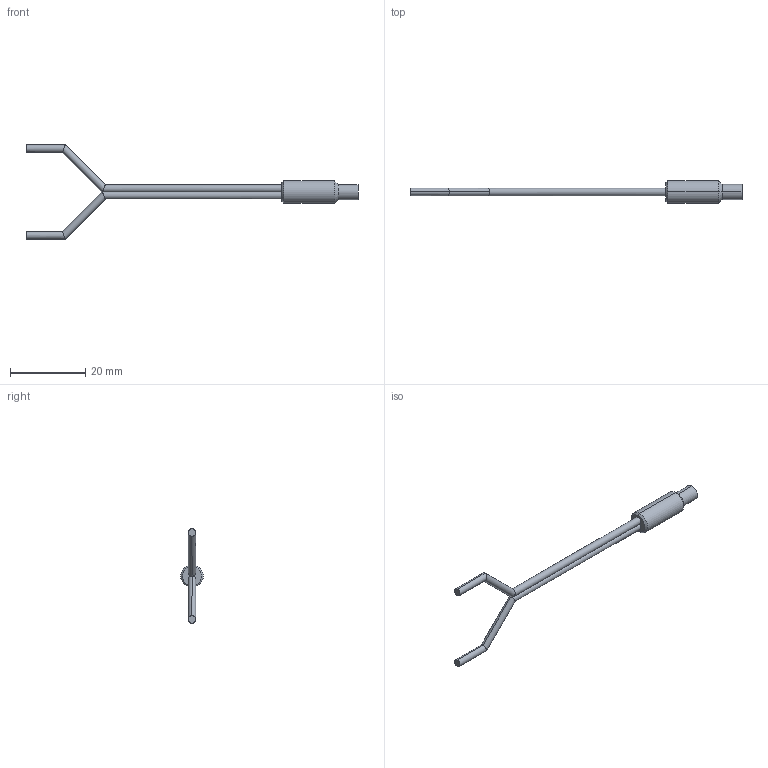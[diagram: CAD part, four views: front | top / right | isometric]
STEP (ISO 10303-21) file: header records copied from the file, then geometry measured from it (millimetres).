
FILE_DESCRIPTION (( 'STEP AP214' ), '1' );
FILE_NAME ('CF-CB1-20.step', '2018-04-12T19:31:15', ( '' ), ( '' ), 'SwSTEP 2.0', 'SolidWorks 2017', '' );
FILE_SCHEMA (( 'AUTOMOTIVE_DESIGN' ));
Length unit declared in the file: inch
Products named in the file (1): CF-CB1-20
Bounding box: 88 x 6 x 25.01 mm (x, y, z)
Volume: 926.9 mm3; surface area: 1220.1 mm2
Topology: 2 solids, 2 shells, 23 faces, 44 edges, 25 vertices
Faces by surface type: cylinder 14, plane 5, cone 4
Entity records: 920 total; most frequent: CARTESIAN_POINT 123, DIRECTION 98, ORIENTED_EDGE 88, EDGE_CURVE 44, AXIS2_PLACEMENT_3D 40, UNCERTAINTY_MEASURE_WITH_UNIT 27, LENGTH_MEASURE_WITH_UNIT 27, DIMENSIONAL_EXPONENTS 27
